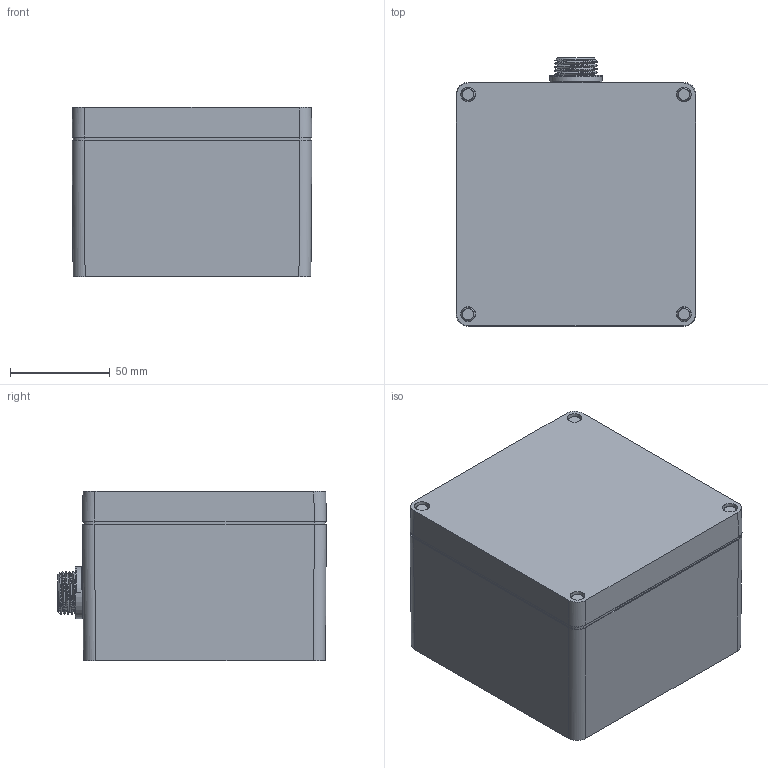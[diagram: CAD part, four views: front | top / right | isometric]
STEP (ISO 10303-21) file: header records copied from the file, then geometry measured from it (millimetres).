
FILE_DESCRIPTION (( 'STEP AP214' ), '1' );
FILE_NAME ('908171.STEP', '2025-09-03T18:48:51', ( '' ), ( '' ), 'SwSTEP 2.0', 'SolidWorks 2024', '' );
FILE_SCHEMA (( 'AUTOMOTIVE_DESIGN' ));
Length unit declared in the file: inch
Products named in the file (1): 908171
Bounding box: 120 x 134.43 x 85 mm (x, y, z)
Volume: 355423.5 mm3; surface area: 172701.1 mm2
Topology: 2 solids, 2 shells, 437 faces, 1232 edges, 831 vertices
Faces by surface type: plane 278, cylinder 113, cone 26, bspline 20
Entity records: 21008 total; most frequent: CARTESIAN_POINT 10007, ORIENTED_EDGE 2464, DIRECTION 1978, EDGE_CURVE 1232, VERTEX_POINT 831, VECTOR 770, LINE 770, AXIS2_PLACEMENT_3D 604
